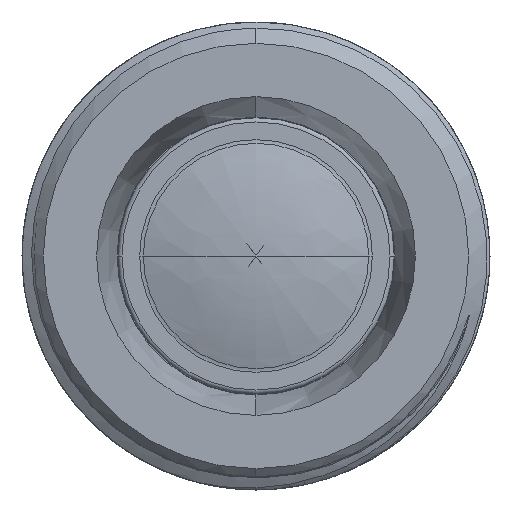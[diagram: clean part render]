
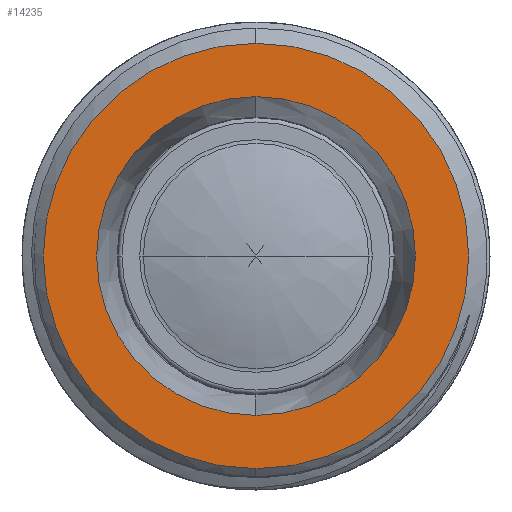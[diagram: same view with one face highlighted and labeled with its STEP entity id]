
A CAD part, left-side view. The second image highlights one B-rep face of the part: STEP entity #14235.
In plain terms, the highlighted planar face has unit normal (-1, 0, 0).
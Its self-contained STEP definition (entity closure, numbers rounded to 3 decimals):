
#419 = CIRCLE ( 'NONE', #10343, 5. ) ;
#435 = DIRECTION ( 'NONE',  ( 1., 0., 0. ) ) ;
#548 = EDGE_LOOP ( 'NONE', ( #4896, #10024 ) ) ;
#1935 = CARTESIAN_POINT ( 'NONE',  ( -1.351, 0., 0. ) ) ;
#2125 = DIRECTION ( 'NONE',  ( 0., 0., -1. ) ) ;
#2275 = CARTESIAN_POINT ( 'NONE',  ( -1.351, 0., 5. ) ) ;
#2591 = DIRECTION ( 'NONE',  ( -1., 0., 0. ) ) ;
#2868 = VERTEX_POINT ( 'NONE', #9150 ) ;
#2988 = FACE_BOUND ( 'NONE', #3419, .T. ) ;
#3124 = DIRECTION ( 'NONE',  ( 0., 0., 1. ) ) ;
#3404 = VERTEX_POINT ( 'NONE', #8295 ) ;
#3419 = EDGE_LOOP ( 'NONE', ( #5173, #13259 ) ) ;
#3421 = CIRCLE ( 'NONE', #3748, 3.747 ) ;
#3748 = AXIS2_PLACEMENT_3D ( 'NONE', #1935, #11489, #3124 ) ;
#4258 = EDGE_CURVE ( 'NONE', #2868, #3404, #11363, .T. ) ;
#4896 = ORIENTED_EDGE ( 'NONE', *, *, #11125, .F. ) ;
#4984 = CARTESIAN_POINT ( 'NONE',  ( -1.351, 0., -5. ) ) ;
#5173 = ORIENTED_EDGE ( 'NONE', *, *, #8414, .T. ) ;
#5458 = VERTEX_POINT ( 'NONE', #2275 ) ;
#7198 = PLANE ( 'NONE',  #13576 ) ;
#7347 = DIRECTION ( 'NONE',  ( 1., 0., 0. ) ) ;
#7671 = AXIS2_PLACEMENT_3D ( 'NONE', #12773, #15165, #2125 ) ;
#8295 = CARTESIAN_POINT ( 'NONE',  ( -1.351, 0., 3.747 ) ) ;
#8414 = EDGE_CURVE ( 'NONE', #3404, #2868, #3421, .T. ) ;
#9150 = CARTESIAN_POINT ( 'NONE',  ( -1.351, 0., -3.747 ) ) ;
#9597 = DIRECTION ( 'NONE',  ( 0., 0., -1. ) ) ;
#9757 = DIRECTION ( 'NONE',  ( 0., -1., 0. ) ) ;
#10024 = ORIENTED_EDGE ( 'NONE', *, *, #10585, .F. ) ;
#10221 = FACE_OUTER_BOUND ( 'NONE', #548, .T. ) ;
#10343 = AXIS2_PLACEMENT_3D ( 'NONE', #12478, #435, #11124 ) ;
#10444 = AXIS2_PLACEMENT_3D ( 'NONE', #11988, #7347, #9597 ) ;
#10585 = EDGE_CURVE ( 'NONE', #5458, #11392, #419, .T. ) ;
#11124 = DIRECTION ( 'NONE',  ( 0., 0., 1. ) ) ;
#11125 = EDGE_CURVE ( 'NONE', #11392, #5458, #12663, .T. ) ;
#11363 = CIRCLE ( 'NONE', #10444, 3.747 ) ;
#11392 = VERTEX_POINT ( 'NONE', #4984 ) ;
#11489 = DIRECTION ( 'NONE',  ( 1., 0., 0. ) ) ;
#11943 = CARTESIAN_POINT ( 'NONE',  ( -1.351, 0., 0. ) ) ;
#11988 = CARTESIAN_POINT ( 'NONE',  ( -1.351, 0., 0. ) ) ;
#12478 = CARTESIAN_POINT ( 'NONE',  ( -1.351, 0., 0. ) ) ;
#12663 = CIRCLE ( 'NONE', #7671, 5. ) ;
#12773 = CARTESIAN_POINT ( 'NONE',  ( -1.351, 0., 0. ) ) ;
#13259 = ORIENTED_EDGE ( 'NONE', *, *, #4258, .T. ) ;
#13576 = AXIS2_PLACEMENT_3D ( 'NONE', #11943, #2591, #9757 ) ;
#14235 = ADVANCED_FACE ( 'NONE', ( #10221, #2988 ), #7198, .T. ) ;
#15165 = DIRECTION ( 'NONE',  ( 1., 0., 0. ) ) ;
